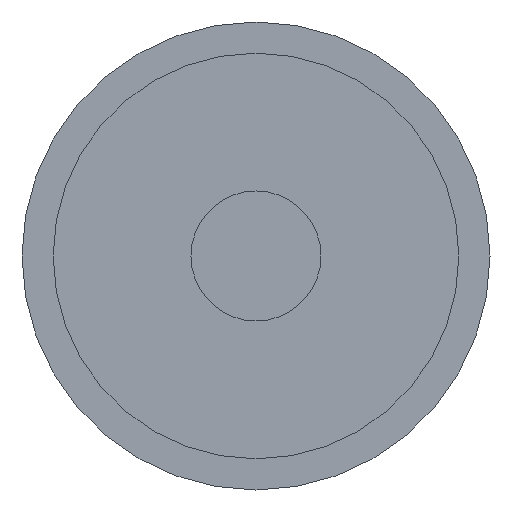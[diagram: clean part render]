
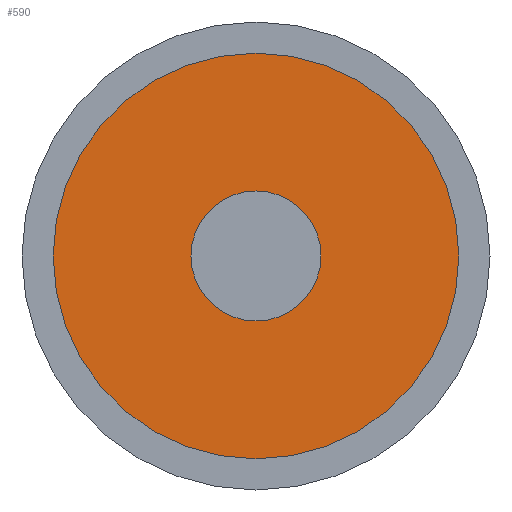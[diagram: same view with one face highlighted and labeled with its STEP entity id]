
A CAD part, front view. The second image highlights one B-rep face of the part: STEP entity #590.
In plain terms, the highlighted planar face has unit normal (0, -1, 0).
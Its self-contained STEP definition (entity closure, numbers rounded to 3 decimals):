
#159=CARTESIAN_POINT('',(0.,-5.85,0.));
#160=DIRECTION('',(0.,-1.,0.));
#161=DIRECTION('',(-1.,0.,0.));
#162=AXIS2_PLACEMENT_3D('',#159,#160,#161);
#164=CARTESIAN_POINT('',(0.,-5.85,0.));
#165=DIRECTION('',(0.,1.,0.));
#166=DIRECTION('',(-1.,0.,0.));
#167=AXIS2_PLACEMENT_3D('',#164,#165,#166);
#173=CARTESIAN_POINT('',(0.,-5.85,0.));
#174=DIRECTION('',(0.,1.,0.));
#175=DIRECTION('',(-1.,0.,0.));
#176=AXIS2_PLACEMENT_3D('',#173,#174,#175);
#182=CARTESIAN_POINT('',(0.,-5.85,0.));
#183=DIRECTION('',(0.,-1.,0.));
#184=DIRECTION('',(-1.,0.,0.));
#185=AXIS2_PLACEMENT_3D('',#182,#183,#184);
#298=CARTESIAN_POINT('',(-3.9,-5.85,0.));
#300=VERTEX_POINT('',#298);
#314=CARTESIAN_POINT('',(3.9,-5.85,0.));
#316=VERTEX_POINT('',#314);
#317=CARTESIAN_POINT('',(-1.25,-5.85,0.));
#319=VERTEX_POINT('',#317);
#321=CARTESIAN_POINT('',(1.25,-5.85,0.));
#323=VERTEX_POINT('',#321);
#575=CARTESIAN_POINT('',(0.,-5.85,0.));
#576=DIRECTION('',(0.,-1.,0.));
#577=DIRECTION('',(-1.,0.,0.));
#578=AXIS2_PLACEMENT_3D('',#575,#576,#577);
#579=PLANE('',#578);
#580=ORIENTED_EDGE('',*,*,#568,.F.);
#581=ORIENTED_EDGE('',*,*,#557,.T.);
#582=EDGE_LOOP('',(#580,#581));
#583=FACE_OUTER_BOUND('',#582,.F.);
#585=ORIENTED_EDGE('',*,*,#584,.F.);
#587=ORIENTED_EDGE('',*,*,#586,.T.);
#588=EDGE_LOOP('',(#585,#587));
#589=FACE_BOUND('',#588,.F.);
#163=CIRCLE('',#162,3.9);
#168=CIRCLE('',#167,3.9);
#177=CIRCLE('',#176,1.25);
#186=CIRCLE('',#185,1.25);
#557=EDGE_CURVE('',#300,#316,#168,.T.);
#568=EDGE_CURVE('',#300,#316,#163,.T.);
#584=EDGE_CURVE('',#319,#323,#177,.T.);
#586=EDGE_CURVE('',#319,#323,#186,.T.);
#590=ADVANCED_FACE('',(#583,#589),#579,.T.);
